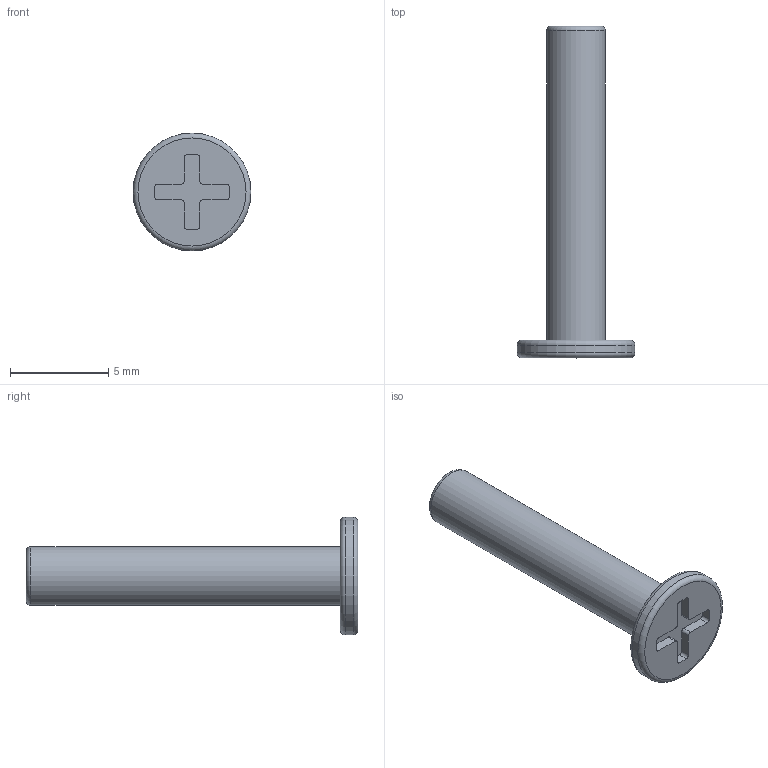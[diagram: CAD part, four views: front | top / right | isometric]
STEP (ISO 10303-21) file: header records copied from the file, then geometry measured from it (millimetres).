
FILE_DESCRIPTION(/* description */ (''),/* implementation_level */ '2;1');
FILE_NAME(/* name */ 'm3_16mm_wafer_cap_screw.step',/* time_stamp */ '2020-11-27T18:14:05-05:00',/* author */ (''),/* organization */ (''),/* preprocessor_version */ 'ST-DEVELOPER v18.1',/* originating_system */ 'Autodesk Translation Framework v9.3.0.1241',/* authorisation */ '');
FILE_SCHEMA (('AUTOMOTIVE_DESIGN { 1 0 10303 214 3 1 1 }'));
Length unit declared in the file: millimetre
Products named in the file (1): M3 16mm Wafer Screw
Bounding box: 6 x 16.9 x 6 mm (x, y, z)
Volume: 135.2 mm3; surface area: 226.4 mm2
Topology: 1 solids, 1 shells, 33 faces, 87 edges, 58 vertices
Faces by surface type: plane 16, cylinder 14, torus 3
Full cylindrical faces by diameter (mm): 3 x1, 6 x1
Entity records: 1078 total; most frequent: DIRECTION 192, CARTESIAN_POINT 179, ORIENTED_EDGE 174, EDGE_CURVE 87, AXIS2_PLACEMENT_3D 71, VERTEX_POINT 58, LINE 50, VECTOR 50
